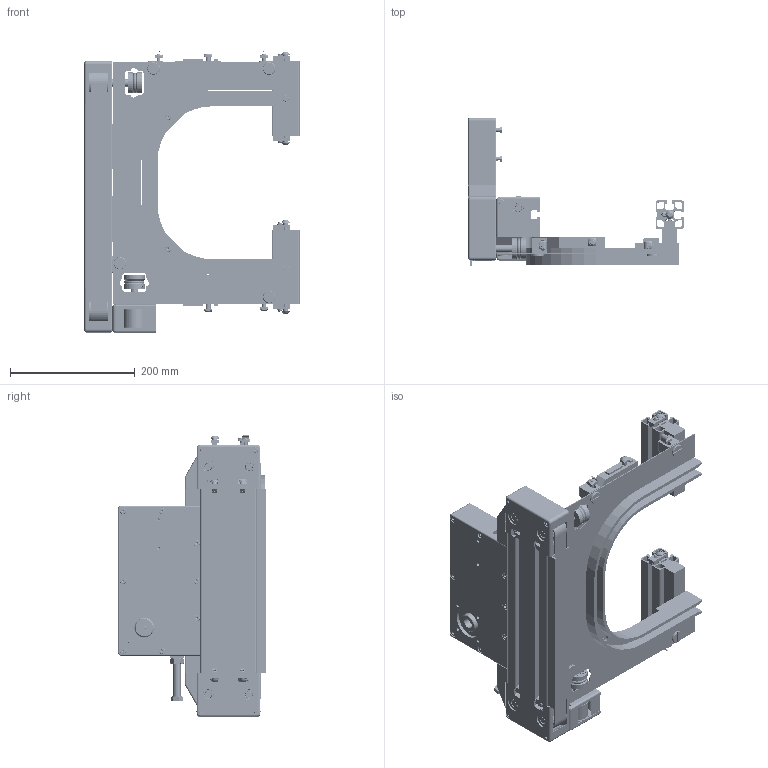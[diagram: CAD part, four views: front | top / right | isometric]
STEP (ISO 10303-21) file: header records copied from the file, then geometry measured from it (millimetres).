
FILE_DESCRIPTION(/* description */ (''),/* implementation_level */ '2;1');
FILE_NAME(/* name */ 'MTW_1-00208101.stp',/* time_stamp */ '2023-07-11T13:22:59+02:00',/* author */ ('stegner'),/* organization */ ('MiniTec GmbH & Co. KG'),/* preprocessor_version */ 'ST-DEVELOPER v19.2',/* originating_system */ 'Autodesk Inventor 2023',/* authorisation */ '');
FILE_SCHEMA (('AUTOMOTIVE_DESIGN { 1 0 10303 214 3 1 1 }'));
Products named in the file (66): MTW_1-00208101; CAD-000000064-01; CAD-000000003-01; Kabelkanal 45 AL_2010510-01; leer; leer_1; 21-1393-2FZ.003; leer_2; 21-1492-0FZ.003; leer_3; leer_4; leer_5; leer_6; leer_7; 21-1351-0FZ.004; leer_8; 21-1351-2FZ.005; 21-1355-1FZ.002; leer_9; Gleitschiene 23_2210890-01; 22-1210-0FZ.003; 43-1101-0BG.002; MTW_1-00215609; 43-1101-0BG.002_1; 43-1101-1FZ.001; MTW_1-00207832; MTW_1-00101639; leer_10; 43-1104-0FZ.003; leer_11; leer_12; 43-1106-0FZ.001; leer_13; 43-1107-0FZ.001; leer_14; leer_15; leer_16; 43-1110-0FZ.001; 43-1210-0FZ.001; 43-1226-1FZ.000 ...
Assembly tree (163 placements, depth 4):
  MTW_1-00208101
    CAD-000000064-01
    CAD-000000003-01  x2
    Kabelkanal 45 AL_2010510-01  x2
    leer  x8
      leer_1
        21-1393-2FZ.003
        leer_2
      21-1492-0FZ.003
    leer_3  x2
    leer_4  x4
    leer_5  x2
    leer_6  x4
    leer_7  x4
    21-1351-0FZ.004_1  x2
    21-1351-0FZ.004  x4
    leer_8  x4
      21-1351-2FZ.005
      21-1355-1FZ.002
      leer_9
    Gleitschiene 23_2210890-01  x2
    22-1210-0FZ.003  x2
    43-1101-0BG.002
      43-1101-1FZ.001  x2
      MTW_1-00207832
      MTW_1-00101639
      leer_10  x4
      43-1104-0FZ.003  x2
      leer_11  x2
      leer_12  x2
      43-1106-0FZ.001
      leer_13
      43-1107-0FZ.001
      leer_14  x3
      leer_15  x3
      leer_16
    MTW_1-00215609
      43-1101-1FZ.001  x2
      MTW_1-00101639  x2
      leer_18  x4
      43-1104-0FZ.003  x2
      leer_11  x2
      leer_12  x2
    43-1101-0BG.002_1
      43-1101-1FZ.001  x2
      MTW_1-00207832
      MTW_1-00101639
      leer_10  x4
      43-1104-0FZ.003  x2
      leer_11  x2
      leer_12  x2
      43-1106-0FZ.001
      leer_13
      43-1107-0FZ.001
      leer_14  x3
      leer_15  x3
      leer_16
    43-1110-0FZ.001  x2
    43-1210-0FZ.001
      43-1226-1FZ.000
Bounding box: 345 x 237 x 450.31 mm (x, y, z)
Volume: 3233980.3 mm3; surface area: 1463169.8 mm2
Topology: 175 solids, 189 shells, 4930 faces, 13012 edges, 8612 vertices
Faces by surface type: plane 2510, cylinder 1385, torus 428, cone 404, sphere 140, bspline 63
Full cylindrical faces by diameter (mm): 1.7 x4, 3.5 x6, 4.134 x26, 4.917 x24, 5 x27, 5.459 x4, 5.5 x13, 6 x45, 6.6 x23, 6.8 x2, 7 x2, 8 x32, 8.2 x8, 8.5 x12, 8.7 x4, 9 x4, 9.43 x1, 9.5 x6, 10 x29, 10.106 x2, 11 x21, 11.34 x2, 11.5 x2, 11.7 x4, 12 x36, 13 x4, 13.5 x8, 15 x4, 16.63 x1, 16.65 x56
Entity records: 64029 total; most frequent: CARTESIAN_POINT 12852, DIRECTION 10339, ORIENTED_EDGE 9890, EDGE_CURVE 4945, AXIS2_PLACEMENT_3D 3695, VERTEX_POINT 3284, LINE 2949, VECTOR 2949
